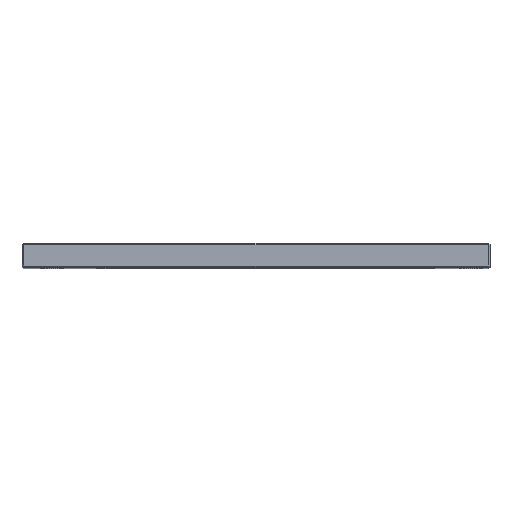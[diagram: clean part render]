
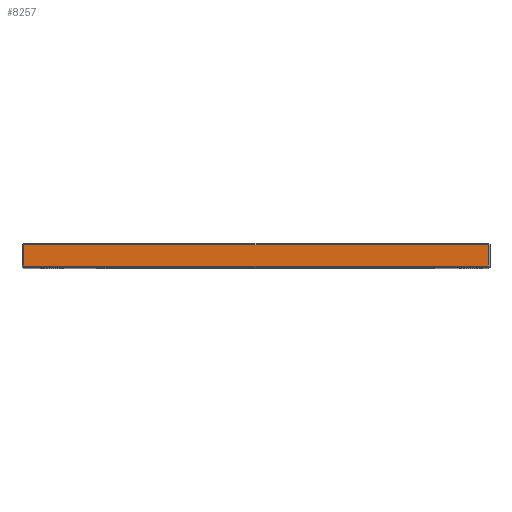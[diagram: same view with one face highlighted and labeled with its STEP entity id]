
A CAD part, top view. The second image highlights one B-rep face of the part: STEP entity #8257.
In plain terms, the highlighted planar face has unit normal (0, 0, 1).
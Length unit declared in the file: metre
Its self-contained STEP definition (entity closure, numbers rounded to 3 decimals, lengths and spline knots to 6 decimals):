
#788=ORIENTED_EDGE('',*,*,#3130,.T.);
#789=ORIENTED_EDGE('',*,*,#3131,.T.);
#790=ORIENTED_EDGE('',*,*,#3132,.T.);
#791=ORIENTED_EDGE('',*,*,#3133,.T.);
#3130=EDGE_CURVE('',#4300,#4301,#5072,.T.);
#3131=EDGE_CURVE('',#4301,#4302,#5073,.T.);
#3132=EDGE_CURVE('',#4302,#4303,#5074,.T.);
#3133=EDGE_CURVE('',#4303,#4300,#5075,.T.);
#4300=VERTEX_POINT('',#12597);
#4301=VERTEX_POINT('',#12598);
#4302=VERTEX_POINT('',#12600);
#4303=VERTEX_POINT('',#12602);
#5072=LINE('',#12596,#6228);
#5073=LINE('',#12599,#6229);
#5074=LINE('',#12601,#6230);
#5075=LINE('',#12603,#6231);
#6228=VECTOR('',#9868,1.);
#6229=VECTOR('',#9869,1.);
#6230=VECTOR('',#9870,1.);
#6231=VECTOR('',#9871,1.);
#6836=EDGE_LOOP('',(#788,#789,#790,#791));
#7440=FACE_BOUND('',#6836,.T.);
#7858=PLANE('',#8685);
#8257=ADVANCED_FACE('',(#7440),#7858,.F.);
#8685=AXIS2_PLACEMENT_3D('',#12595,#9866,#9867);
#9866=DIRECTION('',(0.,0.,-1.));
#9867=DIRECTION('',(0.,1.,0.));
#9868=DIRECTION('',(0.,1.,0.));
#9869=DIRECTION('',(-1.,0.,0.));
#9870=DIRECTION('',(0.,-1.,0.));
#9871=DIRECTION('',(1.,0.,0.));
#12595=CARTESIAN_POINT('',(-0.009643,0.003,0.046586));
#12596=CARTESIAN_POINT('',(0.056357,0.007,0.046586));
#12597=CARTESIAN_POINT('',(0.056357,0.0005,0.046586));
#12598=CARTESIAN_POINT('',(0.056357,0.0065,0.046586));
#12599=CARTESIAN_POINT('',(-0.076143,0.0065,0.046586));
#12600=CARTESIAN_POINT('',(-0.075643,0.0065,0.046586));
#12601=CARTESIAN_POINT('',(-0.075643,0.003,0.046586));
#12602=CARTESIAN_POINT('',(-0.075643,0.0005,0.046586));
#12603=CARTESIAN_POINT('',(-0.009643,0.0005,0.046586));
